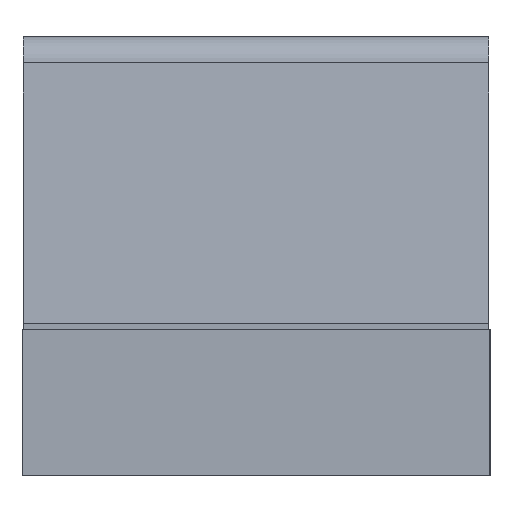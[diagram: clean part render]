
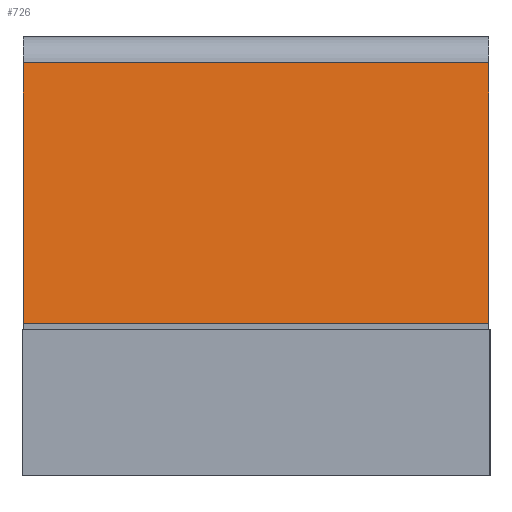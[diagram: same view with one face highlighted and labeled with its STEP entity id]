
A CAD part, left-side view. The second image highlights one B-rep face of the part: STEP entity #726.
In plain terms, the highlighted planar face has unit normal (-0.995, 0, 0.1).
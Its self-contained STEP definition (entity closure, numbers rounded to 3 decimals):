
#11 = CARTESIAN_POINT ( 'NONE',  ( -0.599, 0.4, 0.26 ) ) ;
#186 = ORIENTED_EDGE ( 'NONE', *, *, #444, .T. ) ;
#187 = ORIENTED_EDGE ( 'NONE', *, *, #448, .F. ) ;
#188 = ORIENTED_EDGE ( 'NONE', *, *, #447, .T. ) ;
#189 = ORIENTED_EDGE ( 'NONE', *, *, #446, .T. ) ;
#259 = VERTEX_POINT ( 'NONE', #1306 ) ;
#263 = VERTEX_POINT ( 'NONE', #1308 ) ;
#316 = VERTEX_POINT ( 'NONE', #1264 ) ;
#326 = VERTEX_POINT ( 'NONE', #1250 ) ;
#444 = EDGE_CURVE ( 'NONE', #259, #263, #574, .T. ) ;
#446 = EDGE_CURVE ( 'NONE', #263, #326, #584, .T. ) ;
#447 = EDGE_CURVE ( 'NONE', #326, #316, #586, .T. ) ;
#448 = EDGE_CURVE ( 'NONE', #259, #316, #588, .T. ) ;
#508 = AXIS2_PLACEMENT_3D ( 'NONE', #1465, #1466, #1467 ) ;
#574 = LINE ( 'NONE', #11, #583 ) ;
#583 = VECTOR ( 'NONE', #1133, 1000. ) ;
#584 = LINE ( 'NONE', #1131, #587 ) ;
#586 = LINE ( 'NONE', #1129, #589 ) ;
#587 = VECTOR ( 'NONE', #1130, 1000. ) ;
#588 = LINE ( 'NONE', #1127, #591 ) ;
#589 = VECTOR ( 'NONE', #1128, 1000. ) ;
#591 = VECTOR ( 'NONE', #1126, 1000. ) ;
#638 = FACE_OUTER_BOUND ( 'NONE', #885, .T. ) ;
#726 = ADVANCED_FACE ( 'NONE', ( #638 ), #1446, .F. ) ;
#885 = EDGE_LOOP ( 'NONE', ( #189, #188, #187, #186 ) ) ;
#1126 = DIRECTION ( 'NONE',  ( 0.1, 0., 0.995 ) ) ;
#1127 = CARTESIAN_POINT ( 'NONE',  ( -0.619, 0.398, 0.062 ) ) ;
#1128 = DIRECTION ( 'NONE',  ( 0., 1., 0. ) ) ;
#1129 = CARTESIAN_POINT ( 'NONE',  ( -0.555, 0.4, 0.705 ) ) ;
#1130 = DIRECTION ( 'NONE',  ( 0.1, 0., 0.995 ) ) ;
#1131 = CARTESIAN_POINT ( 'NONE',  ( -0.619, -0.398, 0.062 ) ) ;
#1133 = DIRECTION ( 'NONE',  ( 0., -1., 0. ) ) ;
#1250 = CARTESIAN_POINT ( 'NONE',  ( -0.555, -0.398, 0.705 ) ) ;
#1264 = CARTESIAN_POINT ( 'NONE',  ( -0.555, 0.398, 0.705 ) ) ;
#1306 = CARTESIAN_POINT ( 'NONE',  ( -0.599, 0.398, 0.26 ) ) ;
#1308 = CARTESIAN_POINT ( 'NONE',  ( -0.599, -0.398, 0.26 ) ) ;
#1446 = PLANE ( 'NONE',  #508 ) ;
#1465 = CARTESIAN_POINT ( 'NONE',  ( -0.619, 0.4, 0.062 ) ) ;
#1466 = DIRECTION ( 'NONE',  ( 0.995, 0., -0.1 ) ) ;
#1467 = DIRECTION ( 'NONE',  ( -0.1, 0., -0.995 ) ) ;
